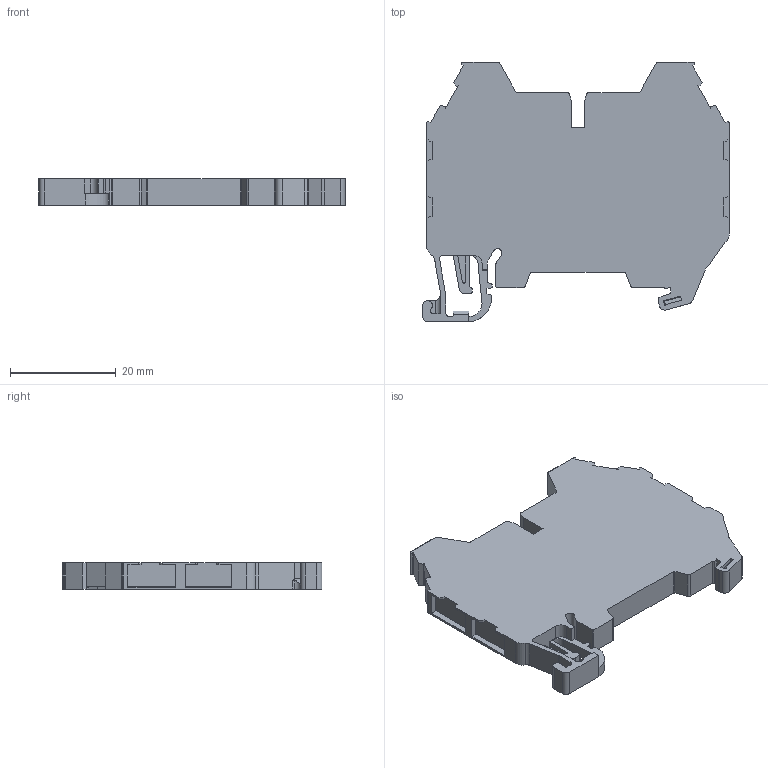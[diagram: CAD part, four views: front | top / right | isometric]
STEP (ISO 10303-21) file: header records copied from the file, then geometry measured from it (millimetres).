
FILE_DESCRIPTION (( 'STEP AP214' ), '1' );
FILE_NAME ('AVK 2.5CCT.STP', '2013-07-08T16:41:43', ( 'gurcan' ), ( '' ), 'SwSTEP 2.0', 'SolidWorks 2013', '' );
FILE_SCHEMA (( 'AUTOMOTIVE_DESIGN' ));
Length unit declared in the file: millimetre
Products named in the file (1): AVK 2.5CCT
Bounding box: 57.83 x 49.05 x 5 mm (x, y, z)
Volume: 10030.8 mm3; surface area: 6250 mm2
Topology: 1 solids, 1 shells, 307 faces, 884 edges, 586 vertices
Faces by surface type: plane 214, cylinder 93
Entity records: 10194 total; most frequent: CARTESIAN_POINT 1817, ORIENTED_EDGE 1768, DIRECTION 1675, EDGE_CURVE 884, VECTOR 691, LINE 691, VERTEX_POINT 586, AXIS2_PLACEMENT_3D 492
